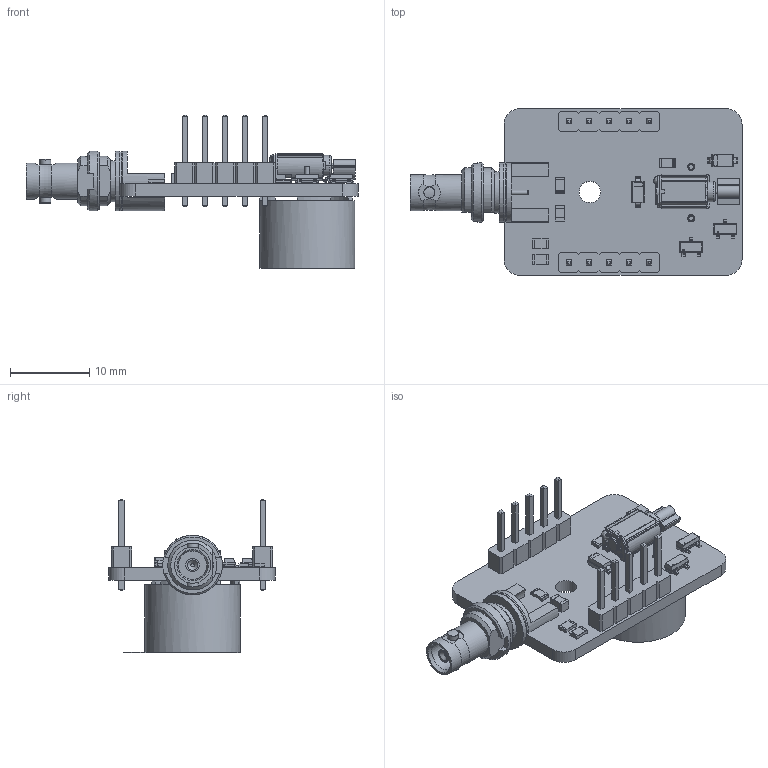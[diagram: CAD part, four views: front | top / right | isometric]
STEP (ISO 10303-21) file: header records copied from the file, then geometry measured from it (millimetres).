
FILE_DESCRIPTION(('KiCad electronic assembly'),'2;1');
FILE_NAME('SyncWhiskerv1.STEP','2025-08-02T17:10:45',('Pcbnew'),('Kicad' ),'Open CASCADE STEP processor 7.7','KiCad to STEP converter', 'Unknown');
FILE_SCHEMA(('AUTOMOTIVE_DESIGN { 1 0 10303 214 1 1 1 1 }'));
Length unit declared in the file: millimetre
Products named in the file (18): SyncWhiskerv1 1; R_0805_2012Metric; D_SOD-123; D_SOD_123; PinHeader_1x05_P2.54mm_Vertical; PinHeader_1x05_P254mm_Vertical; C_0805_2012Metric; AO3406; ASSEMBLY; HD-EMB1104-SM-2; HDBNC-J-P-XX-ST-EM1; HDBNC-J-P-GN-ST-EM1; AT-1224-TWT-5V-2-R; SyncWhisker_PCB
Assembly tree (23 placements, depth 3):
  SyncWhiskerv1 1
    R_0805_2012Metric  x4
      R_0805_2012Metric
    D_SOD-123  x2
      D_SOD_123
    PinHeader_1x05_P2.54mm_Vertical  x2
      PinHeader_1x05_P254mm_Vertical
    C_0805_2012Metric
      C_0805_2012Metric
    AO3406  x2
      ASSEMBLY
    HD-EMB1104-SM-2
      HD-EMB1104-SM-2
    HDBNC-J-P-XX-ST-EM1
      HDBNC-J-P-GN-ST-EM1
    AT-1224-TWT-5V-2-R
      AT-1224-TWT-5V-2-R
    SyncWhisker_PCB
Bounding box: 41.85 x 21 x 19.32 mm (x, y, z)
Volume: 2205.9 mm3; surface area: 4149.6 mm2
Topology: 21 solids, 679 shells, 1427 faces, 5195 edges, 4505 vertices
Faces by surface type: plane 884, cylinder 410, bspline 64, torus 34, cone 31, sphere 4
Full cylindrical faces by diameter (mm): 0.163 x2, 0.43 x1, 0.6 x4, 0.9 x2, 1 x10, 1.4 x2, 1.7 x2, 2.2 x1, 2.7 x1, 3.59 x1, 4.55 x2, 5.2 x1, 7.5 x2, 7.52 x1, 11 x1, 12 x1
Entity records: 56128 total; most frequent: CARTESIAN_POINT 11883, DIRECTION 7866, ORIENTED_EDGE 5440, EDGE_CURVE 4390, VERTEX_POINT 4005, LINE 2792, VECTOR 2792, AXIS2_PLACEMENT_3D 2537
